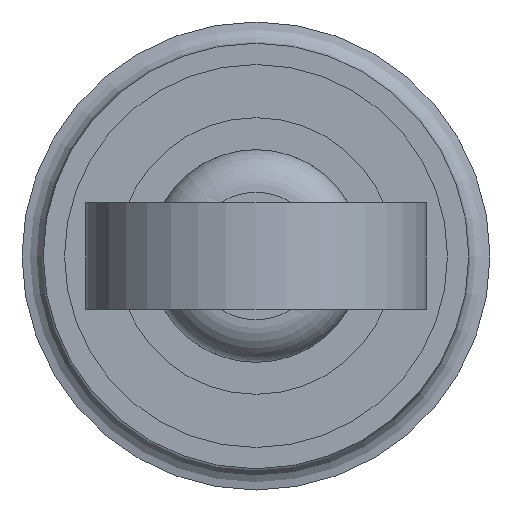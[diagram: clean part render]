
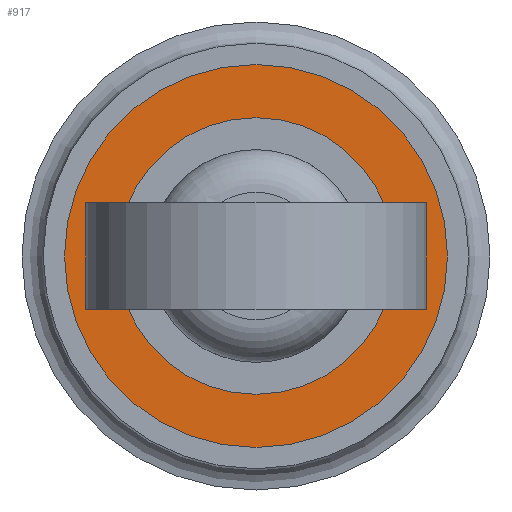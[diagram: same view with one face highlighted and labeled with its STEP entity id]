
A CAD part, left-side view. The second image highlights one B-rep face of the part: STEP entity #917.
In plain terms, the highlighted planar face has unit normal (-1, 0, 0).
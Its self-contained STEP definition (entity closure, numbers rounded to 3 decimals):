
#145=PLANE('',#1019);
#202=FACE_BOUND('',#322,.T.);
#244=FACE_OUTER_BOUND('',#321,.T.);
#321=EDGE_LOOP('',(#741));
#322=EDGE_LOOP('',(#742));
#396=CIRCLE('',#1017,9.);
#398=CIRCLE('',#1020,6.5);
#466=VERTEX_POINT('',#1543);
#468=VERTEX_POINT('',#1548);
#566=EDGE_CURVE('',#466,#466,#396,.T.);
#568=EDGE_CURVE('',#468,#468,#398,.T.);
#741=ORIENTED_EDGE('',*,*,#566,.T.);
#742=ORIENTED_EDGE('',*,*,#568,.F.);
#917=ADVANCED_FACE('',(#244,#202),#145,.T.);
#1017=AXIS2_PLACEMENT_3D('',#1544,#1234,#1235);
#1019=AXIS2_PLACEMENT_3D('',#1547,#1238,#1239);
#1020=AXIS2_PLACEMENT_3D('',#1549,#1240,#1241);
#1234=DIRECTION('center_axis',(-1.,0.,0.));
#1235=DIRECTION('ref_axis',(0.,0.,1.));
#1238=DIRECTION('center_axis',(-1.,0.,0.));
#1239=DIRECTION('ref_axis',(0.,0.,1.));
#1240=DIRECTION('center_axis',(-1.,0.,0.));
#1241=DIRECTION('ref_axis',(0.,0.,1.));
#1543=CARTESIAN_POINT('',(0.,0.,9.));
#1544=CARTESIAN_POINT('Origin',(0.,0.,0.));
#1547=CARTESIAN_POINT('Origin',(0.,0.,7.75));
#1548=CARTESIAN_POINT('',(0.,0.,6.5));
#1549=CARTESIAN_POINT('Origin',(0.,0.,0.));
